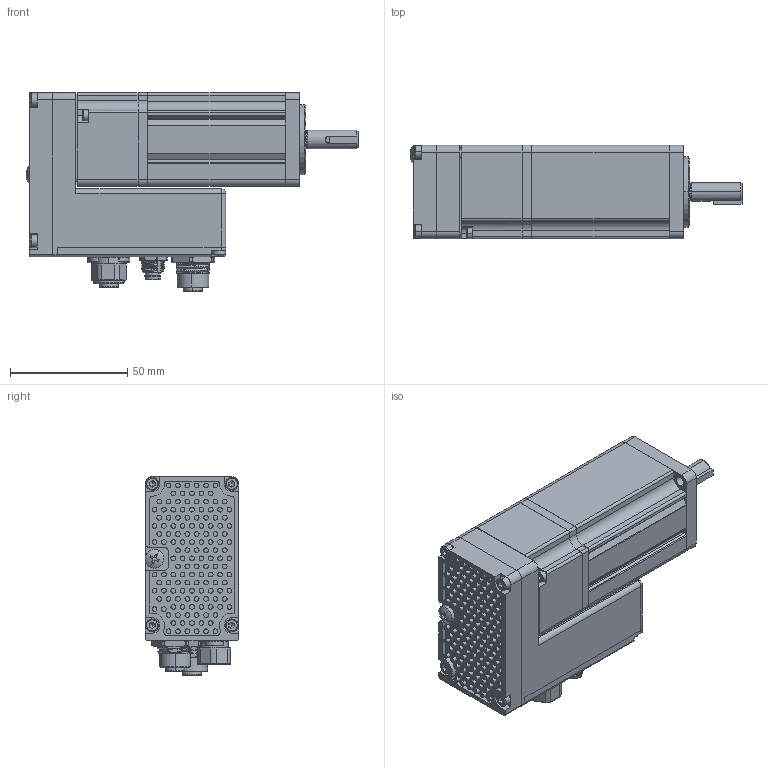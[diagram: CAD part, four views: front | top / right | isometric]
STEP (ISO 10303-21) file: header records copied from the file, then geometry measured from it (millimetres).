
FILE_DESCRIPTION (( 'STEP AP214' ), '1' );
FILE_NAME ('MDX40 100W Ip65 RC(B).STEP', '2023-11-27T02:10:46', ( '' ), ( '' ), 'SwSTEP 2.0', 'SolidWorks 2015', '' );
FILE_SCHEMA (( 'AUTOMOTIVE_DESIGN' ));
Length unit declared in the file: millimetre
Products named in the file (1): MDX40 100W Ip65 RC(B)
Bounding box: 141.86 x 40.07 x 84.83 mm (x, y, z)
Surface area: 45460.9 mm2 (no closed solid volume)
Topology: 0 solids, 62 shells, 1174 faces, 3601 edges, 2569 vertices
Faces by surface type: cylinder 578, plane 409, bspline 81, cone 65, torus 29, sphere 12
Entity records: 76328 total; most frequent: CARTESIAN_POINT 32049, DIRECTION 6619, ORIENTED_EDGE 5809, EDGE_CURVE 3572, AXIS2_PLACEMENT_3D 2576, VERTEX_POINT 2569, CIRCLE 1482, LINE 1467
